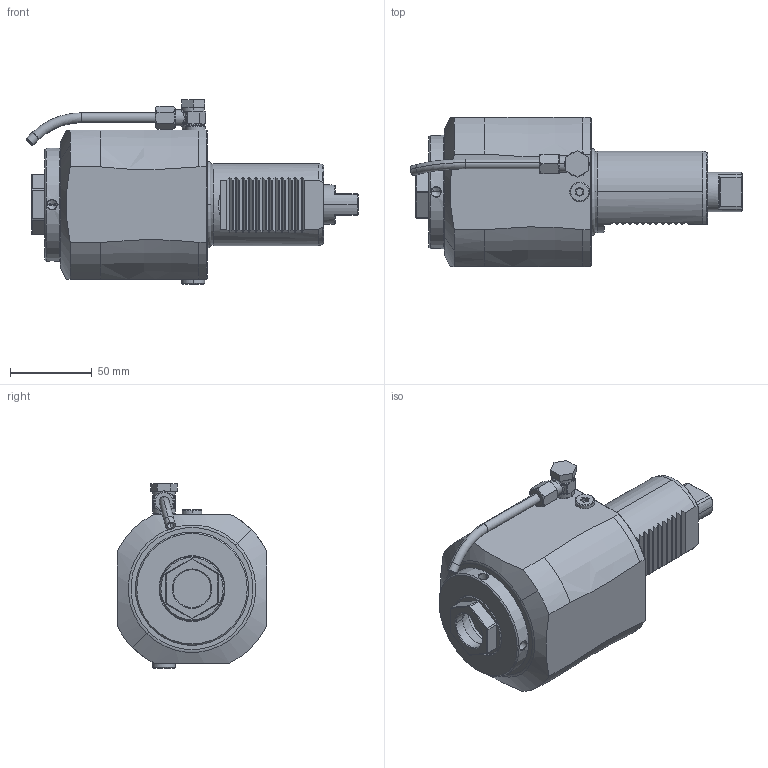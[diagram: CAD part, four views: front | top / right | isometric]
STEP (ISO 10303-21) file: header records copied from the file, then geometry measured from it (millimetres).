
FILE_DESCRIPTION((''),'2;1');
FILE_NAME('NGT1_50_125_32_3HD','2025-04-08T',('vali'),('NOVA GRUP'),'PRO/ENGINEER BY PARAMETRIC TECHNOLOGY CORPORATION, 2010280','PRO/ENGINEER BY PARAMETRIC TECHNOLOGY CORPORATION, 2010280','');
FILE_SCHEMA(('CONFIG_CONTROL_DESIGN'));
Length unit declared in the file: millimetre
Products named in the file (1): NGT1_50_125_32_3HD
Bounding box: 202.44 x 91 x 112.4 mm (x, y, z)
Volume: 834429.5 mm3; surface area: 66270.2 mm2
Topology: 1 solids, 2 shells, 358 faces, 893 edges, 552 vertices
Faces by surface type: plane 150, cylinder 96, cone 45, torus 37, bspline 30
Entity records: 15488 total; most frequent: CARTESIAN_POINT 7361, ORIENTED_EDGE 1770, DIRECTION 1551, EDGE_CURVE 885, AXIS2_PLACEMENT_3D 579, VERTEX_POINT 552, VECTOR 393, LINE 393
